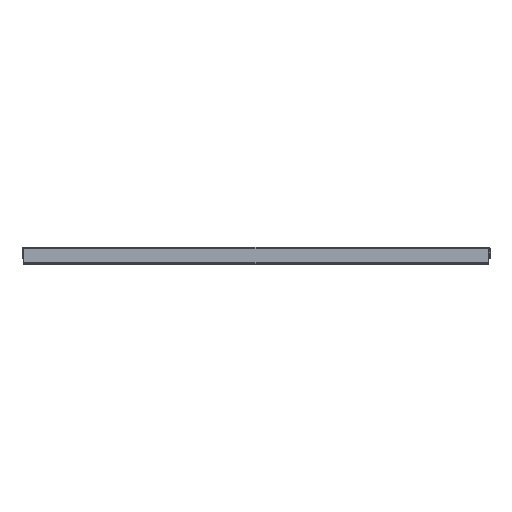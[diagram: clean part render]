
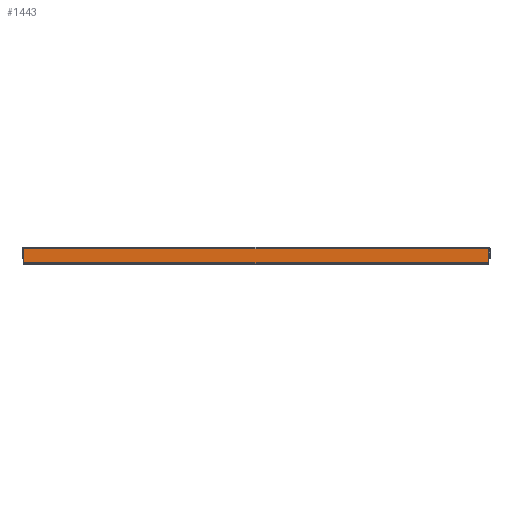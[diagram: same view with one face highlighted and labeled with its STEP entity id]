
A CAD part, top view. The second image highlights one B-rep face of the part: STEP entity #1443.
In plain terms, the highlighted planar face has unit normal (0, 0, 1).
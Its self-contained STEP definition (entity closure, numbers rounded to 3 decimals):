
#246 = VERTEX_POINT ( 'NONE', #16191 ) ;
#938 = DIRECTION ( 'NONE',  ( 0., -1., 0. ) ) ;
#1443 = ADVANCED_FACE ( 'NONE', ( #8629 ), #18016, .T. ) ;
#1445 = LINE ( 'NONE', #18539, #15321 ) ;
#2207 = DIRECTION ( 'NONE',  ( 0., 0., 1. ) ) ;
#2443 = ORIENTED_EDGE ( 'NONE', *, *, #6162, .F. ) ;
#2781 = LINE ( 'NONE', #10616, #18157 ) ;
#3167 = ORIENTED_EDGE ( 'NONE', *, *, #23623, .T. ) ;
#4466 = VERTEX_POINT ( 'NONE', #11450 ) ;
#5122 = CARTESIAN_POINT ( 'NONE',  ( 446., -3., 399. ) ) ;
#5359 = CARTESIAN_POINT ( 'NONE',  ( -446., -30., 399. ) ) ;
#6162 = EDGE_CURVE ( 'NONE', #20299, #4466, #1445, .T. ) ;
#6845 = VERTEX_POINT ( 'NONE', #14337 ) ;
#7291 = EDGE_LOOP ( 'NONE', ( #2443, #3167, #12377, #22878 ) ) ;
#7408 = LINE ( 'NONE', #5359, #12823 ) ;
#8629 = FACE_OUTER_BOUND ( 'NONE', #7291, .T. ) ;
#10181 = VECTOR ( 'NONE', #22225, 1000. ) ;
#10187 = CARTESIAN_POINT ( 'NONE',  ( 0., 0., 399. ) ) ;
#10616 = CARTESIAN_POINT ( 'NONE',  ( 0., -3., 399. ) ) ;
#10935 = CARTESIAN_POINT ( 'NONE',  ( -446., -1.5, 399. ) ) ;
#11051 = EDGE_CURVE ( 'NONE', #6845, #246, #18629, .T. ) ;
#11450 = CARTESIAN_POINT ( 'NONE',  ( 446., -30., 399. ) ) ;
#12377 = ORIENTED_EDGE ( 'NONE', *, *, #11051, .F. ) ;
#12823 = VECTOR ( 'NONE', #25287, 1000. ) ;
#13653 = EDGE_CURVE ( 'NONE', #4466, #6845, #7408, .T. ) ;
#14337 = CARTESIAN_POINT ( 'NONE',  ( -446., -30., 399. ) ) ;
#15321 = VECTOR ( 'NONE', #938, 1000. ) ;
#16191 = CARTESIAN_POINT ( 'NONE',  ( -446., -3., 399. ) ) ;
#18016 = PLANE ( 'NONE',  #22605 ) ;
#18157 = VECTOR ( 'NONE', #18441, 1000. ) ;
#18405 = DIRECTION ( 'NONE',  ( 0., -1., 0. ) ) ;
#18441 = DIRECTION ( 'NONE',  ( -1., 0., 0. ) ) ;
#18539 = CARTESIAN_POINT ( 'NONE',  ( 446., -30., 399. ) ) ;
#18629 = LINE ( 'NONE', #10935, #10181 ) ;
#20299 = VERTEX_POINT ( 'NONE', #5122 ) ;
#22225 = DIRECTION ( 'NONE',  ( 0., 1., 0. ) ) ;
#22605 = AXIS2_PLACEMENT_3D ( 'NONE', #10187, #2207, #18405 ) ;
#22878 = ORIENTED_EDGE ( 'NONE', *, *, #13653, .F. ) ;
#23623 = EDGE_CURVE ( 'NONE', #20299, #246, #2781, .T. ) ;
#25287 = DIRECTION ( 'NONE',  ( -1., 0., 0. ) ) ;
